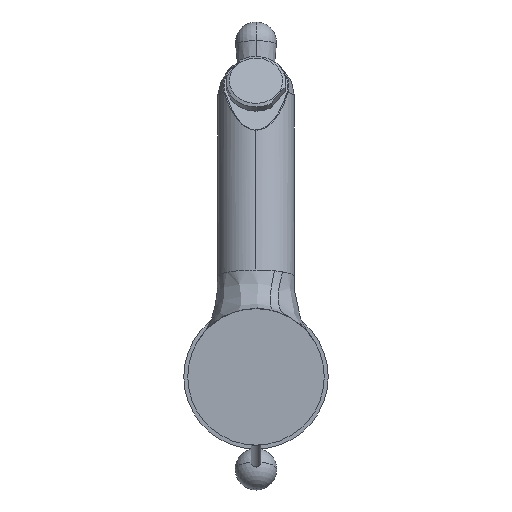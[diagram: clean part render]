
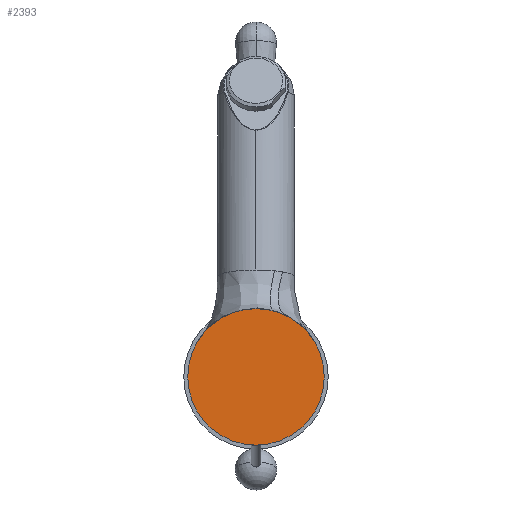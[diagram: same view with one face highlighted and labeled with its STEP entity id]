
A CAD part, front view. The second image highlights one B-rep face of the part: STEP entity #2393.
In plain terms, the highlighted planar face has unit normal (0, -1, 0).
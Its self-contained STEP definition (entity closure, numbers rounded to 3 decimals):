
#94 = PLANE ( 'NONE',  #6404 ) ;
#656 = CARTESIAN_POINT ( 'NONE',  ( 0., 0., 0. ) ) ;
#1023 = ORIENTED_EDGE ( 'NONE', *, *, #1947, .F. ) ;
#1209 = DIRECTION ( 'NONE',  ( 0., 0., 1. ) ) ;
#1825 = VERTEX_POINT ( 'NONE', #7272 ) ;
#1947 = EDGE_CURVE ( 'NONE', #6360, #1825, #2736, .T. ) ;
#2025 = DIRECTION ( 'NONE',  ( 0., 1., 0. ) ) ;
#2155 = EDGE_CURVE ( 'NONE', #1825, #6360, #2583, .T. ) ;
#2393 = ADVANCED_FACE ( 'NONE', ( #3887 ), #94, .F. ) ;
#2583 = CIRCLE ( 'NONE', #7059, 27.5 ) ;
#2736 = CIRCLE ( 'NONE', #5508, 27.5 ) ;
#2746 = ORIENTED_EDGE ( 'NONE', *, *, #2155, .F. ) ;
#3200 = CARTESIAN_POINT ( 'NONE',  ( 0., 0., 0. ) ) ;
#3498 = CARTESIAN_POINT ( 'NONE',  ( 0., 0., -27.5 ) ) ;
#3765 = DIRECTION ( 'NONE',  ( 0., 0., 1. ) ) ;
#3887 = FACE_OUTER_BOUND ( 'NONE', #5017, .T. ) ;
#4578 = DIRECTION ( 'NONE',  ( 0., 1., 0. ) ) ;
#5017 = EDGE_LOOP ( 'NONE', ( #2746, #1023 ) ) ;
#5381 = CARTESIAN_POINT ( 'NONE',  ( 0., 0., 0. ) ) ;
#5508 = AXIS2_PLACEMENT_3D ( 'NONE', #5381, #2025, #5958 ) ;
#5958 = DIRECTION ( 'NONE',  ( 0., 0., 1. ) ) ;
#6360 = VERTEX_POINT ( 'NONE', #3498 ) ;
#6404 = AXIS2_PLACEMENT_3D ( 'NONE', #656, #4578, #1209 ) ;
#7059 = AXIS2_PLACEMENT_3D ( 'NONE', #3200, #7151, #3765 ) ;
#7151 = DIRECTION ( 'NONE',  ( 0., 1., 0. ) ) ;
#7272 = CARTESIAN_POINT ( 'NONE',  ( 0., 0., 27.5 ) ) ;
